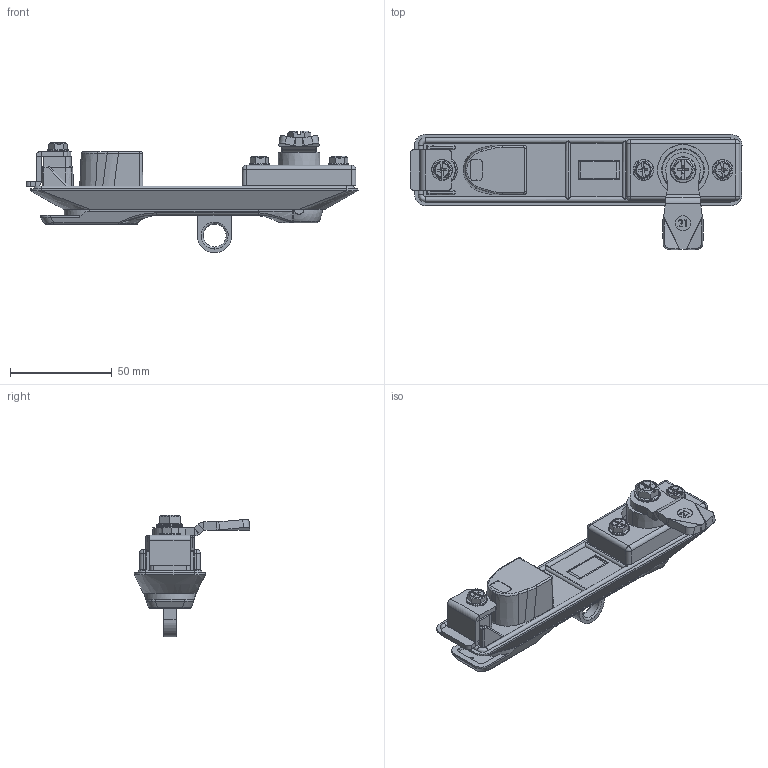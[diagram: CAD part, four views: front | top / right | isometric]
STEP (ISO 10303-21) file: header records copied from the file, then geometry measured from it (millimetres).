
FILE_DESCRIPTION (( 'STEP AP203' ), '1' );
FILE_NAME ('KI55.2.00.21.STEP', '2022-03-16T04:43:33', ( '' ), ( '' ), 'SwSTEP 2.0', 'SolidWorks 2021', '' );
FILE_SCHEMA (( 'CONFIG_CONTROL_DESIGN' ));
Length unit declared in the file: millimetre
Products named in the file (1): KI55.2.00.21
Bounding box: 163.2 x 56.68 x 59.8 mm (x, y, z)
Surface area: 33496.3 mm2 (no closed solid volume)
Topology: 0 solids, 45 shells, 613 faces, 1877 edges, 1296 vertices
Faces by surface type: plane 285, cylinder 120, torus 86, bspline 69, cone 41, sphere 12
Entity records: 25996 total; most frequent: CARTESIAN_POINT 10555, ORIENTED_EDGE 3102, DIRECTION 2908, EDGE_CURVE 1874, VERTEX_POINT 1295, AXIS2_PLACEMENT_3D 1056, LINE 796, VECTOR 796
